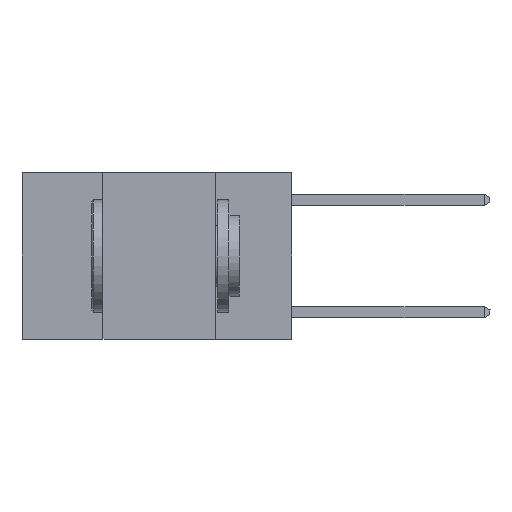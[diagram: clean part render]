
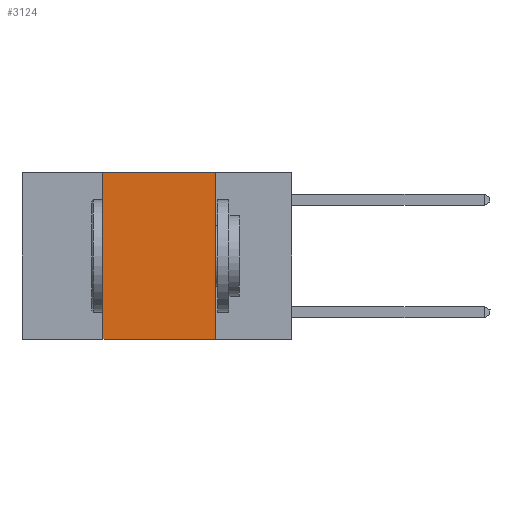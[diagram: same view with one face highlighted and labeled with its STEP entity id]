
A CAD part, left-side view. The second image highlights one B-rep face of the part: STEP entity #3124.
In plain terms, the highlighted planar face has unit normal (-1, 0, 0).
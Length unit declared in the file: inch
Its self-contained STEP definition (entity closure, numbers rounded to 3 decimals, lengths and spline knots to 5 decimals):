
#382 = CARTESIAN_POINT ( 'NONE',  ( 0., 0.42, 0. ) ) ;
#706 = CARTESIAN_POINT ( 'NONE',  ( 0., 0.42, -0.37 ) ) ;
#1133 = CARTESIAN_POINT ( 'NONE',  ( 0., 0.17, 0. ) ) ;
#1506 = DIRECTION ( 'NONE',  ( 0., 0., -1. ) ) ;
#1546 = EDGE_LOOP ( 'NONE', ( #1712, #12010, #12995, #3647 ) ) ;
#1712 = ORIENTED_EDGE ( 'NONE', *, *, #2560, .F. ) ;
#2109 = VERTEX_POINT ( 'NONE', #382 ) ;
#2115 = LINE ( 'NONE', #8619, #6265 ) ;
#2189 = CARTESIAN_POINT ( 'NONE',  ( 0., 0.6, 0. ) ) ;
#2464 = DIRECTION ( 'NONE',  ( 0., 0., -1. ) ) ;
#2514 = VECTOR ( 'NONE', #7673, 39.37008 ) ;
#2560 = EDGE_CURVE ( 'NONE', #7170, #17044, #2115, .T. ) ;
#2805 = VECTOR ( 'NONE', #5902, 39.37008 ) ;
#2929 = AXIS2_PLACEMENT_3D ( 'NONE', #2189, #12257, #2464 ) ;
#3124 = ADVANCED_FACE ( 'NONE', ( #6549 ), #16361, .F. ) ;
#3647 = ORIENTED_EDGE ( 'NONE', *, *, #15482, .T. ) ;
#5188 = VECTOR ( 'NONE', #7515, 39.37008 ) ;
#5902 = DIRECTION ( 'NONE',  ( 0., 0., 1. ) ) ;
#5998 = VERTEX_POINT ( 'NONE', #706 ) ;
#6120 = CARTESIAN_POINT ( 'NONE',  ( 0., 0.6, -0.37 ) ) ;
#6265 = VECTOR ( 'NONE', #1506, 39.37008 ) ;
#6549 = FACE_OUTER_BOUND ( 'NONE', #1546, .T. ) ;
#7170 = VERTEX_POINT ( 'NONE', #1133 ) ;
#7515 = DIRECTION ( 'NONE',  ( 0., -1., 0. ) ) ;
#7673 = DIRECTION ( 'NONE',  ( 0., -1., 0. ) ) ;
#8619 = CARTESIAN_POINT ( 'NONE',  ( 0., 0.17, 0. ) ) ;
#8731 = CARTESIAN_POINT ( 'NONE',  ( 0., 0.6, 0. ) ) ;
#9547 = CARTESIAN_POINT ( 'NONE',  ( 0., 0.17, -0.37 ) ) ;
#11496 = LINE ( 'NONE', #8731, #2514 ) ;
#12010 = ORIENTED_EDGE ( 'NONE', *, *, #12891, .F. ) ;
#12257 = DIRECTION ( 'NONE',  ( 1., 0., 0. ) ) ;
#12580 = EDGE_CURVE ( 'NONE', #5998, #2109, #12942, .T. ) ;
#12891 = EDGE_CURVE ( 'NONE', #2109, #7170, #11496, .T. ) ;
#12942 = LINE ( 'NONE', #18218, #2805 ) ;
#12995 = ORIENTED_EDGE ( 'NONE', *, *, #12580, .F. ) ;
#15482 = EDGE_CURVE ( 'NONE', #5998, #17044, #16231, .T. ) ;
#16231 = LINE ( 'NONE', #6120, #5188 ) ;
#16361 = PLANE ( 'NONE',  #2929 ) ;
#17044 = VERTEX_POINT ( 'NONE', #9547 ) ;
#18218 = CARTESIAN_POINT ( 'NONE',  ( 0., 0.42, 0. ) ) ;
